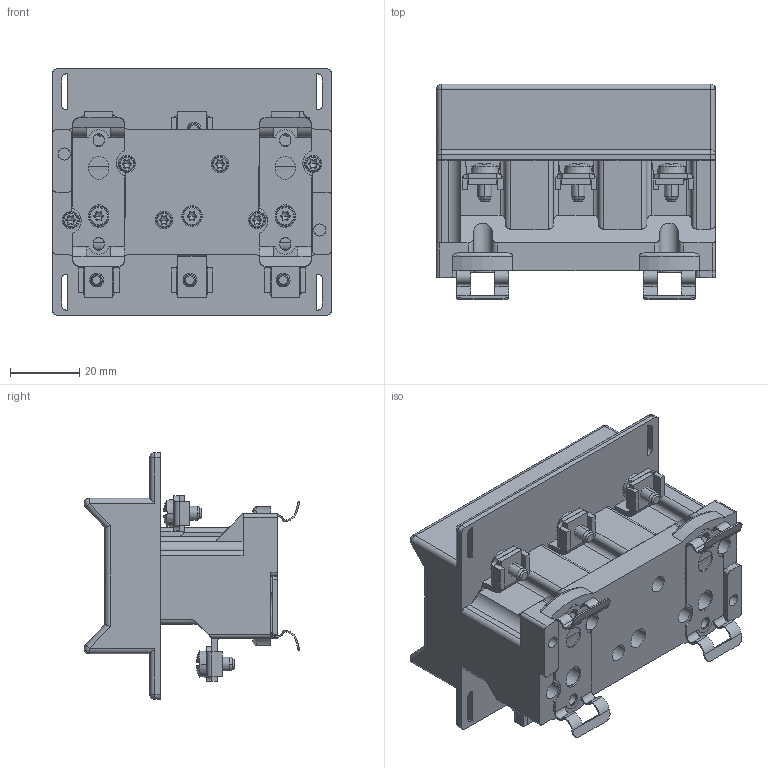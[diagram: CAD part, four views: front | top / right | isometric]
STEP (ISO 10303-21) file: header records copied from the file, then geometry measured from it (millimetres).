
FILE_DESCRIPTION((''),'2;1');
FILE_NAME('002221021_D01_E14_16A_N-K_3P_ASM','2021-05-11T',('marketing.praksa'),('Audax d.o.o.'),'CREO PARAMETRIC BY PTC INC, 2017480','CREO PARAMETRIC BY PTC INC, 2017480','');
FILE_SCHEMA(('AUTOMOTIVE_DESIGN { 1 0 10303 214 1 1 1 1 }'));
Products named in the file (18): 0000040662_1_1_1; NAVOJ_1_1; KOVINA_1_1; 0000048019_1_1_1; 0000044399_1_1_1_2; 0000059956_1_1_1_2_3; 0000059957_1_1_1_2_3; PRT0128_1_1_1_1_2_3; PRT0128_1_2_1_1_2_3; PRT0128_1_3_1_1_2_3; PRT0128_1_ASM_1_1_2_3_ASM; WL-BASE_1_1_1_2_3_4; POSLABSANI_MODEL_ASM_1_ASM_1_1_ASM; 002251004_PZ_D01_3P_ASM_1_1_2_3_ASM; UN-SCREW_1_1; ASDF_ASM_1_1_ASM; D01N3-K-ORIGINAL_ASM_1_1_2_3_ASM; 002221021_D01_E14_16A_N-K_3P_ASM
Assembly tree (39 placements, depth 6):
  002221021_D01_E14_16A_N-K_3P_ASM
    D01N3-K-ORIGINAL_ASM_1_1_2_3_ASM
      0000040662_1_1_1
      NAVOJ_1_1  x3
      KOVINA_1_1  x3
      0000048019_1_1_1  x6
      0000044399_1_1_1_2  x2
      0000059956_1_1_1_2_3  x3
      0000059957_1_1_1_2_3  x6
      002251004_PZ_D01_3P_ASM_1_1_2_3_ASM
        POSLABSANI_MODEL_ASM_1_ASM_1_1_ASM
          PRT0128_1_ASM_1_1_2_3_ASM
            PRT0128_1_1_1_1_2_3
            PRT0128_1_2_1_1_2_3
            PRT0128_1_3_1_1_2_3
          WL-BASE_1_1_1_2_3_4
      ASDF_ASM_1_1_ASM
        UN-SCREW_1_1  x6
Bounding box: 80.8 x 62.45 x 71.5 mm (x, y, z)
Volume: 109275.9 mm3; surface area: 58445.5 mm2
Topology: 34 solids, 42 shells, 1503 faces, 4261 edges, 2818 vertices
Faces by surface type: plane 750, cylinder 573, cone 108, torus 52, sphere 20
Entity records: 32158 total; most frequent: CARTESIAN_POINT 5543, DIRECTION 4324, ORIENTED_EDGE 4116, EDGE_CURVE 2061, AXIS2_PLACEMENT_3D 1593, VERTEX_POINT 1370, VECTOR 1138, LINE 1138
